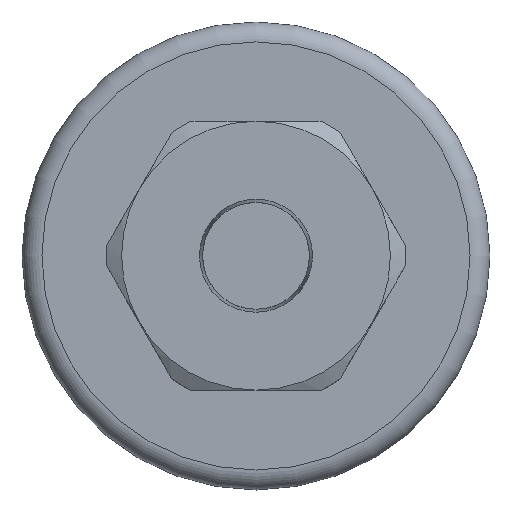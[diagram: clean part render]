
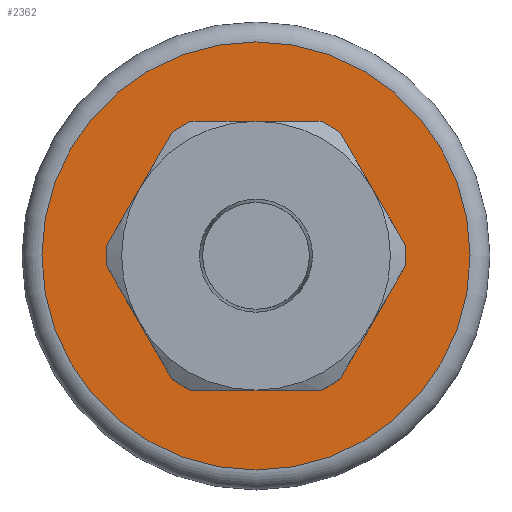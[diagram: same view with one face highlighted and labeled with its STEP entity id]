
A CAD part, top view. The second image highlights one B-rep face of the part: STEP entity #2362.
In plain terms, the highlighted planar face has unit normal (0, 0, 1).
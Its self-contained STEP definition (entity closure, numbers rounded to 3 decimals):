
#1981=CARTESIAN_POINT('',(-14.961,1.088,5.0));
#1982=VERTEX_POINT('',#1981);
#1989=CARTESIAN_POINT('',(-14.961,-1.088,5.0));
#1990=VERTEX_POINT('',#1989);
#1991=CARTESIAN_POINT('',(0.0,0.0,5.0));
#1992=DIRECTION('',(0.0,0.0,-1.0));
#1993=DIRECTION('',(0.997,-0.073,0.0));
#1994=AXIS2_PLACEMENT_3D('',#1991,#1992,#1993);
#1995=CIRCLE('',#1994,15.);
#1996=EDGE_CURVE('',#1990,#1982,#1995,.T.);
#2015=CARTESIAN_POINT('',(-8.422,-12.412,5.0));
#2016=VERTEX_POINT('',#2015);
#2017=CARTESIAN_POINT('',(-8.422,-12.412,5.0));
#2018=DIRECTION('',(-0.5,0.866,0.0));
#2019=VECTOR('',#2018,13.077);
#2020=LINE('',#2017,#2019);
#2021=EDGE_CURVE('',#2016,#1990,#2020,.T.);
#2039=CARTESIAN_POINT('',(-8.422,12.412,5.0));
#2040=VERTEX_POINT('',#2039);
#2047=CARTESIAN_POINT('',(-14.961,1.088,5.0));
#2048=DIRECTION('',(0.5,0.866,0.0));
#2049=VECTOR('',#2048,13.077);
#2050=LINE('',#2047,#2049);
#2051=EDGE_CURVE('',#1982,#2040,#2050,.T.);
#2063=CARTESIAN_POINT('',(-6.538,13.5,5.0));
#2064=VERTEX_POINT('',#2063);
#2071=CARTESIAN_POINT('',(0.0,0.0,5.0));
#2072=DIRECTION('',(0.0,0.0,-1.));
#2073=DIRECTION('',(0.436,-0.9,0.0));
#2074=AXIS2_PLACEMENT_3D('',#2071,#2072,#2073);
#2075=CIRCLE('',#2074,15.0);
#2076=EDGE_CURVE('',#2040,#2064,#2075,.T.);
#2088=CARTESIAN_POINT('',(8.422,12.412,5.0));
#2089=VERTEX_POINT('',#2088);
#2096=CARTESIAN_POINT('',(6.538,13.5,5.0));
#2097=VERTEX_POINT('',#2096);
#2098=CARTESIAN_POINT('',(0.0,0.0,5.0));
#2099=DIRECTION('',(0.0,0.0,-1.0));
#2100=DIRECTION('',(-0.561,-0.827,0.0));
#2101=AXIS2_PLACEMENT_3D('',#2098,#2099,#2100);
#2102=CIRCLE('',#2101,15.);
#2103=EDGE_CURVE('',#2097,#2089,#2102,.T.);
#2122=CARTESIAN_POINT('',(-6.538,13.5,5.0));
#2123=DIRECTION('',(1.0,0.0,0.0));
#2124=VECTOR('',#2123,13.077);
#2125=LINE('',#2122,#2124);
#2126=EDGE_CURVE('',#2064,#2097,#2125,.T.);
#2139=CARTESIAN_POINT('',(14.961,1.088,5.0));
#2140=VERTEX_POINT('',#2139);
#2147=CARTESIAN_POINT('',(8.422,12.412,5.0));
#2148=DIRECTION('',(0.5,-0.866,0.0));
#2149=VECTOR('',#2148,13.077);
#2150=LINE('',#2147,#2149);
#2151=EDGE_CURVE('',#2089,#2140,#2150,.T.);
#2163=CARTESIAN_POINT('',(14.961,-1.088,5.0));
#2164=VERTEX_POINT('',#2163);
#2171=CARTESIAN_POINT('',(0.0,0.0,5.0));
#2172=DIRECTION('',(0.0,0.0,-1.0));
#2173=DIRECTION('',(-0.997,0.073,0.0));
#2174=AXIS2_PLACEMENT_3D('',#2171,#2172,#2173);
#2175=CIRCLE('',#2174,15.);
#2176=EDGE_CURVE('',#2140,#2164,#2175,.T.);
#2188=CARTESIAN_POINT('',(8.422,-12.412,5.0));
#2189=VERTEX_POINT('',#2188);
#2196=CARTESIAN_POINT('',(14.961,-1.088,5.0));
#2197=DIRECTION('',(-0.5,-0.866,0.0));
#2198=VECTOR('',#2197,13.077);
#2199=LINE('',#2196,#2198);
#2200=EDGE_CURVE('',#2164,#2189,#2199,.T.);
#2213=CARTESIAN_POINT('',(6.538,-13.5,5.0));
#2214=VERTEX_POINT('',#2213);
#2221=CARTESIAN_POINT('',(0.0,0.0,5.0));
#2222=DIRECTION('',(0.0,0.0,-1.0));
#2223=DIRECTION('',(-0.436,0.9,0.0));
#2224=AXIS2_PLACEMENT_3D('',#2221,#2222,#2223);
#2225=CIRCLE('',#2224,15.);
#2226=EDGE_CURVE('',#2189,#2214,#2225,.T.);
#2238=CARTESIAN_POINT('',(-6.538,-13.5,5.0));
#2239=VERTEX_POINT('',#2238);
#2246=CARTESIAN_POINT('',(6.538,-13.5,5.0));
#2247=DIRECTION('',(-1.0,0.0,0.0));
#2248=VECTOR('',#2247,13.077);
#2249=LINE('',#2246,#2248);
#2250=EDGE_CURVE('',#2214,#2239,#2249,.T.);
#2264=CARTESIAN_POINT('',(0.0,0.0,5.0));
#2265=DIRECTION('',(0.0,0.0,-1.));
#2266=DIRECTION('',(0.561,0.827,0.0));
#2267=AXIS2_PLACEMENT_3D('',#2264,#2265,#2266);
#2268=CIRCLE('',#2267,15.0);
#2269=EDGE_CURVE('',#2239,#2016,#2268,.T.);
#2297=CARTESIAN_POINT('',(21.5,0.,5.0));
#2298=VERTEX_POINT('',#2297);
#2299=CARTESIAN_POINT('',(0.0,0.0,5.0));
#2300=DIRECTION('',(0.0,0.0,-1.0));
#2301=DIRECTION('',(-1.0,0.0,0.0));
#2302=AXIS2_PLACEMENT_3D('',#2299,#2300,#2301);
#2303=CIRCLE('',#2302,21.5);
#2304=EDGE_CURVE('',#2298,#2298,#2303,.T.);
#2340=CARTESIAN_POINT('',(0.0,0.0,5.0));
#2341=DIRECTION('',(0.0,0.0,-1.0));
#2342=DIRECTION('',(-1.0,0.0,0.0));
#2343=AXIS2_PLACEMENT_3D('',#2340,#2341,#2342);
#2344=PLANE('',#2343);
#2345=ORIENTED_EDGE('',*,*,#2304,.F.);
#2346=EDGE_LOOP('',(#2345));
#2347=FACE_OUTER_BOUND('',#2346,.T.);
#2348=ORIENTED_EDGE('',*,*,#2076,.T.);
#2349=ORIENTED_EDGE('',*,*,#2126,.T.);
#2350=ORIENTED_EDGE('',*,*,#2103,.T.);
#2351=ORIENTED_EDGE('',*,*,#2151,.T.);
#2352=ORIENTED_EDGE('',*,*,#2176,.T.);
#2353=ORIENTED_EDGE('',*,*,#2200,.T.);
#2354=ORIENTED_EDGE('',*,*,#2226,.T.);
#2355=ORIENTED_EDGE('',*,*,#2250,.T.);
#2356=ORIENTED_EDGE('',*,*,#2269,.T.);
#2357=ORIENTED_EDGE('',*,*,#2021,.T.);
#2358=ORIENTED_EDGE('',*,*,#1996,.T.);
#2359=ORIENTED_EDGE('',*,*,#2051,.T.);
#2360=EDGE_LOOP('',(#2348,#2349,#2350,#2351,#2352,#2353,#2354,#2355,#2356,#2357,#2358,#2359));
#2361=FACE_BOUND('',#2360,.T.);
#2362=ADVANCED_FACE('',(#2347,#2361),#2344,.F.);
